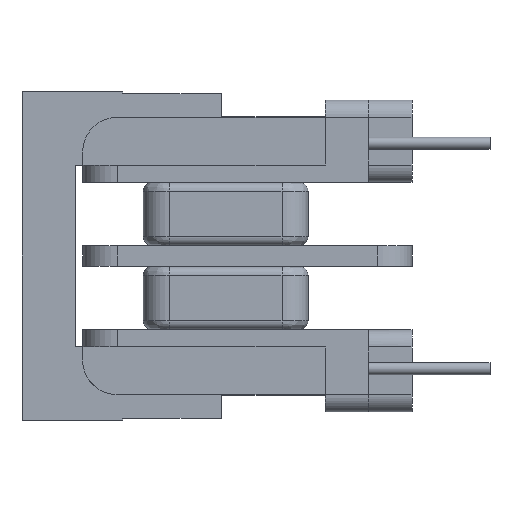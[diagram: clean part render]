
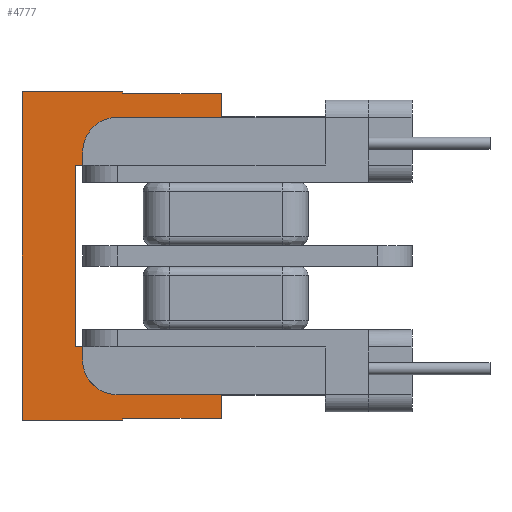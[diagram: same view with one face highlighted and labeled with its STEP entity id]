
A CAD part, left-side view. The second image highlights one B-rep face of the part: STEP entity #4777.
In plain terms, the highlighted planar face has unit normal (-1, 0, 0).
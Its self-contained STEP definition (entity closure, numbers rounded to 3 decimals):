
#248 = CARTESIAN_POINT ( 'NONE',  ( -2.55, 11., -9.37 ) ) ;
#338 = DIRECTION ( 'NONE',  ( 0., 1., 0. ) ) ;
#508 = LINE ( 'NONE', #14033, #13951 ) ;
#605 = CARTESIAN_POINT ( 'NONE',  ( -2.55, 16.7, 9.47 ) ) ;
#694 = VECTOR ( 'NONE', #14502, 1000. ) ;
#925 = FACE_OUTER_BOUND ( 'NONE', #6704, .T. ) ;
#1225 = DIRECTION ( 'NONE',  ( 0., 0., 1. ) ) ;
#1272 = LINE ( 'NONE', #5804, #3067 ) ;
#1451 = VECTOR ( 'NONE', #11189, 1000. ) ;
#1482 = DIRECTION ( 'NONE',  ( 0., 0., -1. ) ) ;
#1496 = LINE ( 'NONE', #6894, #2466 ) ;
#1814 = VERTEX_POINT ( 'NONE', #4957 ) ;
#1829 = LINE ( 'NONE', #248, #16143 ) ;
#1875 = VECTOR ( 'NONE', #15257, 1000. ) ;
#2264 = CARTESIAN_POINT ( 'NONE',  ( -2.55, 11., 5.25 ) ) ;
#2466 = VECTOR ( 'NONE', #1225, 1000. ) ;
#2738 = CARTESIAN_POINT ( 'NONE',  ( -2.55, 19.4, 5.25 ) ) ;
#2782 = EDGE_CURVE ( 'NONE', #17070, #13850, #508, .T. ) ;
#2806 = CARTESIAN_POINT ( 'NONE',  ( -2.55, 18.2, -5.25 ) ) ;
#2998 = CARTESIAN_POINT ( 'NONE',  ( -2.55, 22.5, 9.47 ) ) ;
#3067 = VECTOR ( 'NONE', #13114, 1000. ) ;
#3220 = EDGE_CURVE ( 'NONE', #7416, #13850, #1496, .T. ) ;
#3413 = VECTOR ( 'NONE', #8183, 1000. ) ;
#3528 = LINE ( 'NONE', #9422, #12714 ) ;
#3752 = ORIENTED_EDGE ( 'NONE', *, *, #10227, .T. ) ;
#4172 = LINE ( 'NONE', #5215, #1451 ) ;
#4537 = VERTEX_POINT ( 'NONE', #14741 ) ;
#4763 = DIRECTION ( 'NONE',  ( 0., -1., 0. ) ) ;
#4777 = ADVANCED_FACE ( 'NONE', ( #925 ), #11346, .F. ) ;
#4914 = VERTEX_POINT ( 'NONE', #18017 ) ;
#4957 = CARTESIAN_POINT ( 'NONE',  ( -2.55, 11., -9.37 ) ) ;
#5215 = CARTESIAN_POINT ( 'NONE',  ( -2.55, 11., -5.25 ) ) ;
#5275 = VERTEX_POINT ( 'NONE', #12309 ) ;
#5514 = CARTESIAN_POINT ( 'NONE',  ( -2.55, 16.7, 0. ) ) ;
#5605 = VERTEX_POINT ( 'NONE', #10502 ) ;
#5711 = ORIENTED_EDGE ( 'NONE', *, *, #14952, .F. ) ;
#5804 = CARTESIAN_POINT ( 'NONE',  ( -2.55, 11., 9.37 ) ) ;
#5956 = VECTOR ( 'NONE', #18306, 1000. ) ;
#6009 = LINE ( 'NONE', #7440, #7257 ) ;
#6221 = DIRECTION ( 'NONE',  ( 0., 1., 0. ) ) ;
#6704 = EDGE_LOOP ( 'NONE', ( #13523, #16102, #11552, #17759, #18012, #9621, #14980, #11547, #3752, #14232, #10153, #13939, #7814, #5711 ) ) ;
#6894 = CARTESIAN_POINT ( 'NONE',  ( -2.55, 16.7, 9.47 ) ) ;
#7257 = VECTOR ( 'NONE', #1482, 1000. ) ;
#7313 = EDGE_CURVE ( 'NONE', #9903, #18582, #15222, .T. ) ;
#7340 = DIRECTION ( 'NONE',  ( 1., 0., 0. ) ) ;
#7416 = VERTEX_POINT ( 'NONE', #17206 ) ;
#7440 = CARTESIAN_POINT ( 'NONE',  ( -2.55, 11., 9.37 ) ) ;
#7814 = ORIENTED_EDGE ( 'NONE', *, *, #13127, .F. ) ;
#8183 = DIRECTION ( 'NONE',  ( 0., 0., 1. ) ) ;
#8748 = LINE ( 'NONE', #5514, #694 ) ;
#9026 = CARTESIAN_POINT ( 'NONE',  ( -2.55, 11., -5.25 ) ) ;
#9422 = CARTESIAN_POINT ( 'NONE',  ( -2.55, 19.4, -5.25 ) ) ;
#9521 = LINE ( 'NONE', #15255, #3413 ) ;
#9525 = VECTOR ( 'NONE', #6221, 1000. ) ;
#9621 = ORIENTED_EDGE ( 'NONE', *, *, #12320, .T. ) ;
#9623 = CARTESIAN_POINT ( 'NONE',  ( -2.55, 16.7, -9.47 ) ) ;
#9903 = VERTEX_POINT ( 'NONE', #17821 ) ;
#10153 = ORIENTED_EDGE ( 'NONE', *, *, #3220, .T. ) ;
#10227 = EDGE_CURVE ( 'NONE', #5605, #11907, #13972, .T. ) ;
#10502 = CARTESIAN_POINT ( 'NONE',  ( -2.55, 11., 5.25 ) ) ;
#10508 = EDGE_CURVE ( 'NONE', #5275, #16294, #4172, .T. ) ;
#11189 = DIRECTION ( 'NONE',  ( 0., -1., 0. ) ) ;
#11346 = PLANE ( 'NONE',  #13870 ) ;
#11547 = ORIENTED_EDGE ( 'NONE', *, *, #16449, .T. ) ;
#11552 = ORIENTED_EDGE ( 'NONE', *, *, #12712, .F. ) ;
#11580 = EDGE_CURVE ( 'NONE', #16294, #4914, #13472, .T. ) ;
#11907 = VERTEX_POINT ( 'NONE', #17364 ) ;
#12309 = CARTESIAN_POINT ( 'NONE',  ( -2.55, 19.4, -5.25 ) ) ;
#12320 = EDGE_CURVE ( 'NONE', #5275, #18582, #3528, .T. ) ;
#12377 = VECTOR ( 'NONE', #4763, 1000. ) ;
#12443 = DIRECTION ( 'NONE',  ( 0., 0., 1. ) ) ;
#12556 = VERTEX_POINT ( 'NONE', #16624 ) ;
#12712 = EDGE_CURVE ( 'NONE', #4914, #1814, #6009, .T. ) ;
#12714 = VECTOR ( 'NONE', #12443, 1000. ) ;
#12953 = CARTESIAN_POINT ( 'NONE',  ( -2.55, 11., 9.37 ) ) ;
#13114 = DIRECTION ( 'NONE',  ( 0., -1., 0. ) ) ;
#13127 = EDGE_CURVE ( 'NONE', #4537, #17070, #9521, .T. ) ;
#13263 = EDGE_CURVE ( 'NONE', #12556, #15853, #8748, .T. ) ;
#13472 = LINE ( 'NONE', #9026, #12377 ) ;
#13523 = ORIENTED_EDGE ( 'NONE', *, *, #13263, .F. ) ;
#13831 = DIRECTION ( 'NONE',  ( 0., 1., 0. ) ) ;
#13850 = VERTEX_POINT ( 'NONE', #605 ) ;
#13870 = AXIS2_PLACEMENT_3D ( 'NONE', #12953, #7340, #18698 ) ;
#13939 = ORIENTED_EDGE ( 'NONE', *, *, #2782, .F. ) ;
#13951 = VECTOR ( 'NONE', #18080, 1000. ) ;
#13972 = LINE ( 'NONE', #16702, #5956 ) ;
#14033 = CARTESIAN_POINT ( 'NONE',  ( -2.55, 11., 9.47 ) ) ;
#14232 = ORIENTED_EDGE ( 'NONE', *, *, #15451, .F. ) ;
#14368 = VECTOR ( 'NONE', #13831, 1000. ) ;
#14502 = DIRECTION ( 'NONE',  ( 0., 0., -1. ) ) ;
#14741 = CARTESIAN_POINT ( 'NONE',  ( -2.55, 22.5, -9.47 ) ) ;
#14952 = EDGE_CURVE ( 'NONE', #15853, #4537, #15104, .T. ) ;
#14980 = ORIENTED_EDGE ( 'NONE', *, *, #7313, .F. ) ;
#15104 = LINE ( 'NONE', #18129, #9525 ) ;
#15222 = LINE ( 'NONE', #2264, #14368 ) ;
#15255 = CARTESIAN_POINT ( 'NONE',  ( -2.55, 22.5, 9.47 ) ) ;
#15257 = DIRECTION ( 'NONE',  ( 0., -1., 0. ) ) ;
#15352 = LINE ( 'NONE', #18472, #1875 ) ;
#15451 = EDGE_CURVE ( 'NONE', #7416, #11907, #1272, .T. ) ;
#15853 = VERTEX_POINT ( 'NONE', #9623 ) ;
#16102 = ORIENTED_EDGE ( 'NONE', *, *, #18203, .F. ) ;
#16143 = VECTOR ( 'NONE', #338, 1000. ) ;
#16294 = VERTEX_POINT ( 'NONE', #2806 ) ;
#16449 = EDGE_CURVE ( 'NONE', #9903, #5605, #15352, .T. ) ;
#16624 = CARTESIAN_POINT ( 'NONE',  ( -2.55, 16.7, -9.37 ) ) ;
#16702 = CARTESIAN_POINT ( 'NONE',  ( -2.55, 11., 9.37 ) ) ;
#17070 = VERTEX_POINT ( 'NONE', #2998 ) ;
#17206 = CARTESIAN_POINT ( 'NONE',  ( -2.55, 16.7, 9.37 ) ) ;
#17364 = CARTESIAN_POINT ( 'NONE',  ( -2.55, 11., 9.37 ) ) ;
#17759 = ORIENTED_EDGE ( 'NONE', *, *, #11580, .F. ) ;
#17821 = CARTESIAN_POINT ( 'NONE',  ( -2.55, 18.2, 5.25 ) ) ;
#18012 = ORIENTED_EDGE ( 'NONE', *, *, #10508, .F. ) ;
#18017 = CARTESIAN_POINT ( 'NONE',  ( -2.55, 11., -5.25 ) ) ;
#18080 = DIRECTION ( 'NONE',  ( 0., -1., 0. ) ) ;
#18129 = CARTESIAN_POINT ( 'NONE',  ( -2.55, 11., -9.47 ) ) ;
#18203 = EDGE_CURVE ( 'NONE', #1814, #12556, #1829, .T. ) ;
#18306 = DIRECTION ( 'NONE',  ( 0., 0., 1. ) ) ;
#18472 = CARTESIAN_POINT ( 'NONE',  ( -2.55, 5., 5.25 ) ) ;
#18582 = VERTEX_POINT ( 'NONE', #2738 ) ;
#18698 = DIRECTION ( 'NONE',  ( 0., 0., -1. ) ) ;
